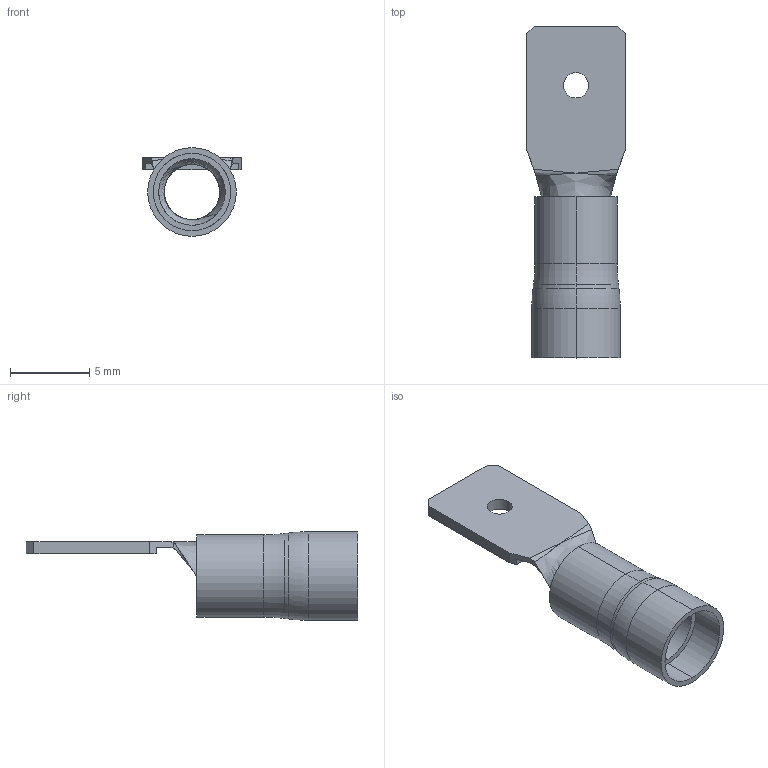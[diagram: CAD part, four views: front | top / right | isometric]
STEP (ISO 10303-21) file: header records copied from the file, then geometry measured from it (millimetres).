
FILE_DESCRIPTION (( 'STEP AP214' ), '1' );
FILE_NAME ('V70FS004010.step', '2017-09-28T13:23:57', ( '' ), ( '' ), 'SwSTEP 2.0', 'SolidWorks 2017', '' );
FILE_SCHEMA (( 'AUTOMOTIVE_DESIGN' ));
Length unit declared in the file: millimetre
Products named in the file (1): V70FS004010
Bounding box: 6.25 x 20.98 x 5.6 mm (x, y, z)
Volume: 141.8 mm3; surface area: 699.8 mm2
Topology: 2 solids, 2 shells, 66 faces, 177 edges, 106 vertices
Faces by surface type: cylinder 22, plane 22, bspline 12, cone 6, torus 4
Entity records: 3016 total; most frequent: CARTESIAN_POINT 1279, ORIENTED_EDGE 338, DIRECTION 268, EDGE_CURVE 169, VERTEX_POINT 106, AXIS2_PLACEMENT_3D 95, LINE 78, VECTOR 78
